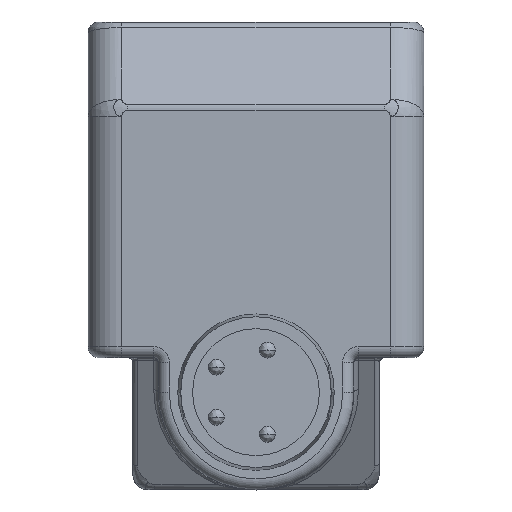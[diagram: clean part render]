
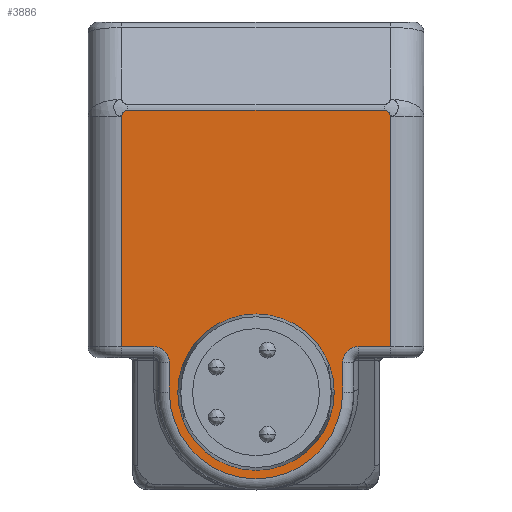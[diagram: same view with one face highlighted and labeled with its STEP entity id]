
A CAD part, front view. The second image highlights one B-rep face of the part: STEP entity #3886.
In plain terms, the highlighted planar face has unit normal (0, -1, 0).
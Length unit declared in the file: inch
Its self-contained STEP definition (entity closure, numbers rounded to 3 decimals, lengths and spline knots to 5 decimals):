
#357=DIRECTION('',(0.,0.,-1.));
#358=VECTOR('',#357,0.40544);
#359=CARTESIAN_POINT('',(-0.23622,-0.67913,
0.12197));
#360=LINE('',#359,#358);
#370=CARTESIAN_POINT('',(-0.23622,-0.67913,
0.12197));
#371=CARTESIAN_POINT('',(-0.23608,-0.67913,
0.12706));
#372=CARTESIAN_POINT('',(-0.23076,-0.67913,
0.13252));
#373=CARTESIAN_POINT('',(-0.22567,-0.67913,
0.13252));
#375=CARTESIAN_POINT('',(0.23622,-0.67913,
0.12197));
#376=CARTESIAN_POINT('',(0.23608,-0.67913,
0.12706));
#377=CARTESIAN_POINT('',(0.23076,-0.67913,
0.13252));
#378=CARTESIAN_POINT('',(0.22567,-0.67913,
0.13252));
#380=CARTESIAN_POINT('',(0.,-0.67913,-0.36339));
#381=DIRECTION('',(0.,-1.,0.));
#382=DIRECTION('',(1.,0.,0.));
#383=AXIS2_PLACEMENT_3D('',#380,#381,#382);
#385=CARTESIAN_POINT('',(0.,-0.67913,-0.36339));
#386=DIRECTION('',(0.,-1.,0.));
#387=DIRECTION('',(-1.,0.,0.));
#388=AXIS2_PLACEMENT_3D('',#385,#386,#387);
#394=DIRECTION('',(0.,0.,1.));
#395=VECTOR('',#394,0.40544);
#396=CARTESIAN_POINT('',(0.23622,-0.67913,
-0.28346));
#397=LINE('',#396,#395);
#505=DIRECTION('',(-1.,0.,0.));
#506=VECTOR('',#505,0.0563);
#507=CARTESIAN_POINT('',(0.23622,-0.67913,
-0.28346));
#508=LINE('',#507,#506);
#519=CARTESIAN_POINT('',(0.17992,-0.67913,
-0.31102));
#520=DIRECTION('',(0.,-1.,0.));
#521=DIRECTION('',(0.,0.,1.));
#522=AXIS2_PLACEMENT_3D('',#519,#520,#521);
#752=DIRECTION('',(-1.,0.,0.));
#753=VECTOR('',#752,0.0563);
#754=CARTESIAN_POINT('',(-0.17992,-0.67913,
-0.28346));
#755=LINE('',#754,#753);
#766=CARTESIAN_POINT('',(-0.17992,-0.67913,
-0.31102));
#767=DIRECTION('',(0.,-1.,0.));
#768=DIRECTION('',(1.,0.,0.));
#769=AXIS2_PLACEMENT_3D('',#766,#767,#768);
#797=DIRECTION('',(0.,0.,1.));
#798=VECTOR('',#797,0.05236);
#799=CARTESIAN_POINT('',(-0.15236,-0.67913,
-0.36339));
#800=LINE('',#799,#798);
#811=CARTESIAN_POINT('',(0.,-0.67913,-0.36339));
#812=DIRECTION('',(0.,1.,0.));
#813=DIRECTION('',(1.,0.,0.));
#814=AXIS2_PLACEMENT_3D('',#811,#812,#813);
#829=DIRECTION('',(0.,0.,-1.));
#830=VECTOR('',#829,0.05236);
#831=CARTESIAN_POINT('',(0.15236,-0.67913,
-0.31102));
#832=LINE('',#831,#830);
#1684=DIRECTION('',(-1.,0.,0.));
#1685=VECTOR('',#1684,0.45134);
#1686=CARTESIAN_POINT('',(0.22567,-0.67913,
0.13252));
#1687=LINE('',#1686,#1685);
#2923=VERTEX_POINT('',#375);
#2924=VERTEX_POINT('',#378);
#2930=CARTESIAN_POINT('',(-0.22567,-0.67913,
0.13252));
#2931=VERTEX_POINT('',#2930);
#2932=VERTEX_POINT('',#370);
#3255=CARTESIAN_POINT('',(-0.23622,-0.67913,
-0.28346));
#3256=VERTEX_POINT('',#3255);
#3259=CARTESIAN_POINT('',(-0.17992,-0.67913,
-0.28346));
#3260=VERTEX_POINT('',#3259);
#3263=CARTESIAN_POINT('',(-0.15236,-0.67913,
-0.31102));
#3264=VERTEX_POINT('',#3263);
#3267=CARTESIAN_POINT('',(-0.15236,-0.67913,
-0.36339));
#3268=VERTEX_POINT('',#3267);
#3271=CARTESIAN_POINT('',(0.15236,-0.67913,
-0.36339));
#3272=VERTEX_POINT('',#3271);
#3275=CARTESIAN_POINT('',(0.15236,-0.67913,
-0.31102));
#3276=VERTEX_POINT('',#3275);
#3279=CARTESIAN_POINT('',(0.17992,-0.67913,
-0.28346));
#3280=VERTEX_POINT('',#3279);
#3283=CARTESIAN_POINT('',(0.23622,-0.67913,
-0.28346));
#3284=VERTEX_POINT('',#3283);
#3378=CARTESIAN_POINT('',(0.1275,-0.67913,-0.36339));
#3379=CARTESIAN_POINT('',(-0.1275,-0.67913,-0.36339));
#3380=VERTEX_POINT('',#3378);
#3381=VERTEX_POINT('',#3379);
#3850=CARTESIAN_POINT('',(-0.29528,-0.67913,
-0.01575));
#3851=DIRECTION('',(0.,-1.,0.));
#3852=DIRECTION('',(1.,0.,0.));
#3853=AXIS2_PLACEMENT_3D('',#3850,#3851,#3852);
#3854=PLANE('',#3853);
#3856=ORIENTED_EDGE('',*,*,#3855,.F.);
#3858=ORIENTED_EDGE('',*,*,#3857,.T.);
#3860=ORIENTED_EDGE('',*,*,#3859,.T.);
#3862=ORIENTED_EDGE('',*,*,#3861,.T.);
#3864=ORIENTED_EDGE('',*,*,#3863,.T.);
#3866=ORIENTED_EDGE('',*,*,#3865,.T.);
#3868=ORIENTED_EDGE('',*,*,#3867,.T.);
#3870=ORIENTED_EDGE('',*,*,#3869,.T.);
#3871=ORIENTED_EDGE('',*,*,#3840,.F.);
#3873=ORIENTED_EDGE('',*,*,#3872,.T.);
#3875=ORIENTED_EDGE('',*,*,#3874,.F.);
#3877=ORIENTED_EDGE('',*,*,#3876,.F.);
#3878=EDGE_LOOP('',(#3856,#3858,#3860,#3862,#3864,#3866,#3868,#3870,#3871,#3873,
#3875,#3877));
#3879=FACE_OUTER_BOUND('',#3878,.F.);
#3881=ORIENTED_EDGE('',*,*,#3880,.T.);
#3883=ORIENTED_EDGE('',*,*,#3882,.T.);
#3884=EDGE_LOOP('',(#3881,#3883));
#3885=FACE_BOUND('',#3884,.F.);
#3886=ADVANCED_FACE('',(#3879,#3885),#3854,.T.);
#374=B_SPLINE_CURVE_WITH_KNOTS('',3,(#370,#371,#372,#373),.UNSPECIFIED.,.F.,.F.,
(4,4),(0.,1.),.UNSPECIFIED.);
#379=B_SPLINE_CURVE_WITH_KNOTS('',3,(#375,#376,#377,#378),.UNSPECIFIED.,.F.,.F.,
(4,4),(0.,1.),.UNSPECIFIED.);
#384=CIRCLE('',#383,0.1275);
#389=CIRCLE('',#388,0.1275);
#523=CIRCLE('',#522,0.02756);
#770=CIRCLE('',#769,0.02756);
#815=CIRCLE('',#814,0.15236);
#3840=EDGE_CURVE('',#2932,#3256,#360,.T.);
#3855=EDGE_CURVE('',#3284,#2923,#397,.T.);
#3857=EDGE_CURVE('',#3284,#3280,#508,.T.);
#3859=EDGE_CURVE('',#3280,#3276,#523,.T.);
#3861=EDGE_CURVE('',#3276,#3272,#832,.T.);
#3863=EDGE_CURVE('',#3272,#3268,#815,.T.);
#3865=EDGE_CURVE('',#3268,#3264,#800,.T.);
#3867=EDGE_CURVE('',#3264,#3260,#770,.T.);
#3869=EDGE_CURVE('',#3260,#3256,#755,.T.);
#3872=EDGE_CURVE('',#2932,#2931,#374,.T.);
#3874=EDGE_CURVE('',#2924,#2931,#1687,.T.);
#3876=EDGE_CURVE('',#2923,#2924,#379,.T.);
#3880=EDGE_CURVE('',#3380,#3381,#384,.T.);
#3882=EDGE_CURVE('',#3381,#3380,#389,.T.);
